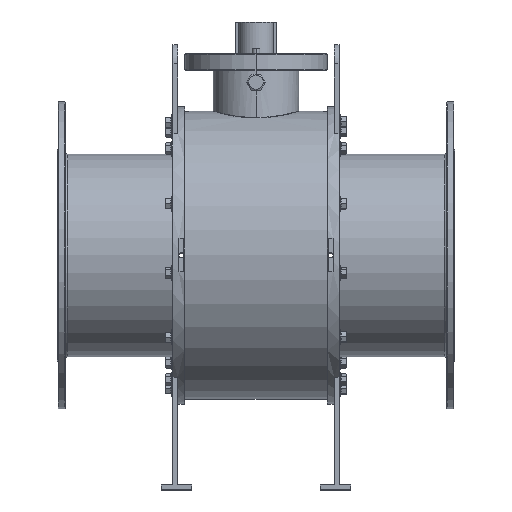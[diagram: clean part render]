
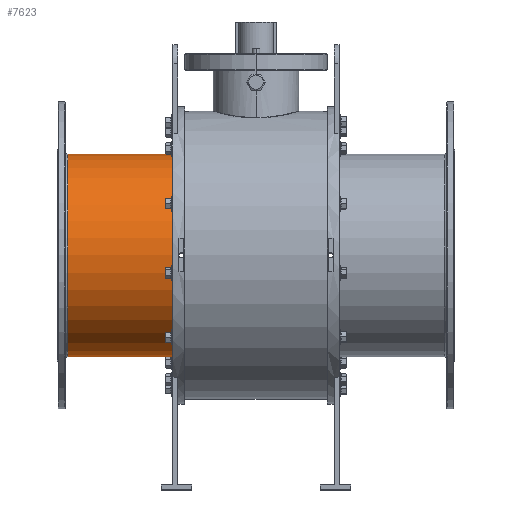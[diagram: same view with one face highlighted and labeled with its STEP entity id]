
A CAD part, top view. The second image highlights one B-rep face of the part: STEP entity #7623.
In plain terms, the highlighted cylindrical face has radius 213.5 mm (diameter 427 mm), a partial arc.
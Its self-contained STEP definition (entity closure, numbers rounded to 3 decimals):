
#603 = CYLINDRICAL_SURFACE ( 'NONE', #13729, 213.5 ) ;
#792 = EDGE_CURVE ( 'NONE', #11193, #7168, #10788, .T. ) ;
#799 = CARTESIAN_POINT ( 'NONE',  ( -397., 0., 0. ) ) ;
#1328 = DIRECTION ( 'NONE',  ( 0., 0., 1. ) ) ;
#1518 = CIRCLE ( 'NONE', #13953, 213.5 ) ;
#1611 = FACE_OUTER_BOUND ( 'NONE', #6213, .T. ) ;
#3071 = DIRECTION ( 'NONE',  ( 1., 0., 0. ) ) ;
#3357 = ORIENTED_EDGE ( 'NONE', *, *, #792, .T. ) ;
#3551 = LINE ( 'NONE', #8678, #10886 ) ;
#3956 = CARTESIAN_POINT ( 'NONE',  ( -397., -213.5, 0. ) ) ;
#4807 = DIRECTION ( 'NONE',  ( 0., -1., 0. ) ) ;
#5208 = ORIENTED_EDGE ( 'NONE', *, *, #11747, .T. ) ;
#5239 = DIRECTION ( 'NONE',  ( -1., 0., 0. ) ) ;
#5805 = CARTESIAN_POINT ( 'NONE',  ( -419., 0., 0. ) ) ;
#6025 = CARTESIAN_POINT ( 'NONE',  ( -397., 213.5, 0. ) ) ;
#6058 = CARTESIAN_POINT ( 'NONE',  ( -175., 0., 0. ) ) ;
#6083 = DIRECTION ( 'NONE',  ( -1., 0., 0. ) ) ;
#6086 = CIRCLE ( 'NONE', #10360, 213.5 ) ;
#6213 = EDGE_LOOP ( 'NONE', ( #12228, #3357, #5208, #12869 ) ) ;
#6960 = EDGE_CURVE ( 'NONE', #11111, #8346, #3551, .T. ) ;
#7168 = VERTEX_POINT ( 'NONE', #6025 ) ;
#7367 = CARTESIAN_POINT ( 'NONE',  ( -419., 213.5, 0. ) ) ;
#7623 = ADVANCED_FACE ( 'NONE', ( #1611 ), #603, .T. ) ;
#7674 = CARTESIAN_POINT ( 'NONE',  ( -175., 213.5, 0. ) ) ;
#7951 = DIRECTION ( 'NONE',  ( -1., 0., 0. ) ) ;
#8252 = DIRECTION ( 'NONE',  ( -1., 0., 0. ) ) ;
#8346 = VERTEX_POINT ( 'NONE', #3956 ) ;
#8587 = CARTESIAN_POINT ( 'NONE',  ( -175., -213.5, 0. ) ) ;
#8678 = CARTESIAN_POINT ( 'NONE',  ( -419., -213.5, 0. ) ) ;
#10360 = AXIS2_PLACEMENT_3D ( 'NONE', #799, #3071, #11774 ) ;
#10788 = LINE ( 'NONE', #7367, #12444 ) ;
#10886 = VECTOR ( 'NONE', #7951, 1000. ) ;
#11111 = VERTEX_POINT ( 'NONE', #8587 ) ;
#11193 = VERTEX_POINT ( 'NONE', #7674 ) ;
#11523 = EDGE_CURVE ( 'NONE', #11111, #11193, #1518, .T. ) ;
#11747 = EDGE_CURVE ( 'NONE', #7168, #8346, #6086, .T. ) ;
#11774 = DIRECTION ( 'NONE',  ( 0., -1., 0. ) ) ;
#12228 = ORIENTED_EDGE ( 'NONE', *, *, #11523, .T. ) ;
#12444 = VECTOR ( 'NONE', #5239, 1000. ) ;
#12869 = ORIENTED_EDGE ( 'NONE', *, *, #6960, .F. ) ;
#13729 = AXIS2_PLACEMENT_3D ( 'NONE', #5805, #6083, #4807 ) ;
#13953 = AXIS2_PLACEMENT_3D ( 'NONE', #6058, #8252, #1328 ) ;
